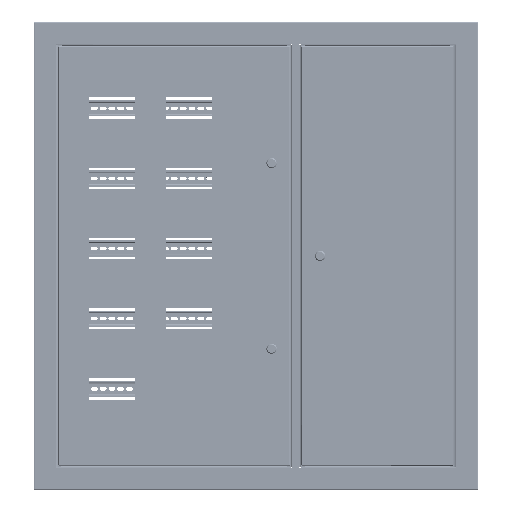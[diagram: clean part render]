
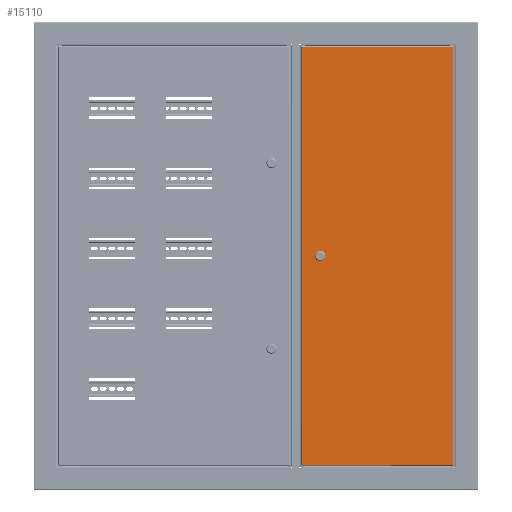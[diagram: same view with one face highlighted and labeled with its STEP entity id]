
A CAD part, top view. The second image highlights one B-rep face of the part: STEP entity #15110.
In plain terms, the highlighted planar face has unit normal (0, 0, 1).
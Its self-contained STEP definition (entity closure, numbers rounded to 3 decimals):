
#1921 = CARTESIAN_POINT ( 'NONE',  ( 457.45, 40., 0. ) ) ;
#2051 = CARTESIAN_POINT ( 'NONE',  ( 448.2, 40., 0. ) ) ;
#3366 = DIRECTION ( 'NONE',  ( 0., 0., 1. ) ) ;
#5219 = DIRECTION ( 'NONE',  ( 1., 0., 0. ) ) ;
#6269 = VERTEX_POINT ( 'NONE', #1921 ) ;
#11678 = ORIENTED_EDGE ( 'NONE', *, *, #34156, .F. ) ;
#12513 = DIRECTION ( 'NONE',  ( -1., 0., 0. ) ) ;
#15110 = ADVANCED_FACE ( 'NONE', ( #19084, #55186 ), #27051, .F. ) ;
#15444 = AXIS2_PLACEMENT_3D ( 'NONE', #83572, #3366, #5219 ) ;
#15755 = DIRECTION ( 'NONE',  ( 0., 0., 1. ) ) ;
#17467 = VERTEX_POINT ( 'NONE', #57001 ) ;
#17640 = CARTESIAN_POINT ( 'NONE',  ( 451.849, 48.5, 0. ) ) ;
#17678 = CARTESIAN_POINT ( 'NONE',  ( 894.993, 324., 0. ) ) ;
#17789 = LINE ( 'NONE', #46415, #62023 ) ;
#19084 = FACE_BOUND ( 'NONE', #27140, .T. ) ;
#19874 = EDGE_CURVE ( 'NONE', #42547, #84934, #17789, .T. ) ;
#20670 = CARTESIAN_POINT ( 'NONE',  ( 894.7, 0., 0. ) ) ;
#21011 = CIRCLE ( 'NONE', #49488, 9.25 ) ;
#22146 = ORIENTED_EDGE ( 'NONE', *, *, #43932, .T. ) ;
#23924 = DIRECTION ( 'NONE',  ( 0., -1., 0. ) ) ;
#24630 = DIRECTION ( 'NONE',  ( 1., 0., 0. ) ) ;
#27051 = PLANE ( 'NONE',  #40665 ) ;
#27140 = EDGE_LOOP ( 'NONE', ( #37991, #92478, #82259, #67477, #11678 ) ) ;
#27325 = VECTOR ( 'NONE', #61266, 1000. ) ;
#27648 = CIRCLE ( 'NONE', #62086, 9.25 ) ;
#29311 = EDGE_CURVE ( 'NONE', #84934, #6269, #21011, .T. ) ;
#32312 = VERTEX_POINT ( 'NONE', #81700 ) ;
#32332 = DIRECTION ( 'NONE',  ( 1., 0., 0. ) ) ;
#34156 = EDGE_CURVE ( 'NONE', #47466, #42547, #27648, .T. ) ;
#34545 = DIRECTION ( 'NONE',  ( 0., 0., -1. ) ) ;
#35233 = DIRECTION ( 'NONE',  ( 0., 1., 0. ) ) ;
#35273 = VERTEX_POINT ( 'NONE', #86188 ) ;
#37336 = CARTESIAN_POINT ( 'NONE',  ( 448.2, 40., 0. ) ) ;
#37991 = ORIENTED_EDGE ( 'NONE', *, *, #91013, .F. ) ;
#38209 = LINE ( 'NONE', #87060, #65721 ) ;
#40665 = AXIS2_PLACEMENT_3D ( 'NONE', #76783, #34545, #12513 ) ;
#41125 = VECTOR ( 'NONE', #35233, 1000. ) ;
#41415 = CARTESIAN_POINT ( 'NONE',  ( 444.551, 48.5, 0. ) ) ;
#42547 = VERTEX_POINT ( 'NONE', #71350 ) ;
#43435 = VECTOR ( 'NONE', #47700, 1000. ) ;
#43905 = CIRCLE ( 'NONE', #15444, 9.25 ) ;
#43932 = EDGE_CURVE ( 'NONE', #46288, #32312, #84995, .T. ) ;
#45633 = DIRECTION ( 'NONE',  ( 1., 0., 0. ) ) ;
#46288 = VERTEX_POINT ( 'NONE', #68444 ) ;
#46415 = CARTESIAN_POINT ( 'NONE',  ( 451.849, 31.5, 0. ) ) ;
#47202 = LINE ( 'NONE', #17640, #27325 ) ;
#47466 = VERTEX_POINT ( 'NONE', #41415 ) ;
#47700 = DIRECTION ( 'NONE',  ( -1., 0., 0. ) ) ;
#49488 = AXIS2_PLACEMENT_3D ( 'NONE', #2051, #73336, #45633 ) ;
#50341 = ORIENTED_EDGE ( 'NONE', *, *, #59092, .T. ) ;
#52503 = EDGE_CURVE ( 'NONE', #83645, #46288, #38209, .T. ) ;
#52803 = VECTOR ( 'NONE', #23924, 1000. ) ;
#53962 = ORIENTED_EDGE ( 'NONE', *, *, #80926, .T. ) ;
#55186 = FACE_OUTER_BOUND ( 'NONE', #70982, .T. ) ;
#57001 = CARTESIAN_POINT ( 'NONE',  ( 451.849, 48.5, 0. ) ) ;
#59092 = EDGE_CURVE ( 'NONE', #35273, #83645, #74576, .T. ) ;
#61266 = DIRECTION ( 'NONE',  ( -1., 0., 0. ) ) ;
#62023 = VECTOR ( 'NONE', #32332, 1000. ) ;
#62086 = AXIS2_PLACEMENT_3D ( 'NONE', #37336, #15755, #24630 ) ;
#65721 = VECTOR ( 'NONE', #80019, 1000. ) ;
#67477 = ORIENTED_EDGE ( 'NONE', *, *, #19874, .F. ) ;
#68444 = CARTESIAN_POINT ( 'NONE',  ( 894.7, 1.7, 0. ) ) ;
#70982 = EDGE_LOOP ( 'NONE', ( #81384, #22146, #53962, #50341 ) ) ;
#71350 = CARTESIAN_POINT ( 'NONE',  ( 444.551, 31.5, 0. ) ) ;
#73336 = DIRECTION ( 'NONE',  ( 0., 0., 1. ) ) ;
#73480 = CARTESIAN_POINT ( 'NONE',  ( 1.7, 1.7, 0. ) ) ;
#74576 = LINE ( 'NONE', #88220, #52803 ) ;
#76783 = CARTESIAN_POINT ( 'NONE',  ( 0., 325.7, 0. ) ) ;
#77894 = CARTESIAN_POINT ( 'NONE',  ( 451.849, 31.5, 0. ) ) ;
#80019 = DIRECTION ( 'NONE',  ( 1., 0., 0. ) ) ;
#80926 = EDGE_CURVE ( 'NONE', #32312, #35273, #81986, .T. ) ;
#81384 = ORIENTED_EDGE ( 'NONE', *, *, #52503, .T. ) ;
#81700 = CARTESIAN_POINT ( 'NONE',  ( 894.7, 324., 0. ) ) ;
#81986 = LINE ( 'NONE', #17678, #43435 ) ;
#82259 = ORIENTED_EDGE ( 'NONE', *, *, #29311, .F. ) ;
#83572 = CARTESIAN_POINT ( 'NONE',  ( 448.2, 40., 0. ) ) ;
#83645 = VERTEX_POINT ( 'NONE', #73480 ) ;
#84846 = EDGE_CURVE ( 'NONE', #6269, #17467, #43905, .T. ) ;
#84934 = VERTEX_POINT ( 'NONE', #77894 ) ;
#84995 = LINE ( 'NONE', #20670, #41125 ) ;
#86188 = CARTESIAN_POINT ( 'NONE',  ( 1.7, 324., 0. ) ) ;
#87060 = CARTESIAN_POINT ( 'NONE',  ( 1.7, 1.7, 0. ) ) ;
#88220 = CARTESIAN_POINT ( 'NONE',  ( 1.7, 324.293, 0. ) ) ;
#91013 = EDGE_CURVE ( 'NONE', #17467, #47466, #47202, .T. ) ;
#92478 = ORIENTED_EDGE ( 'NONE', *, *, #84846, .F. ) ;
